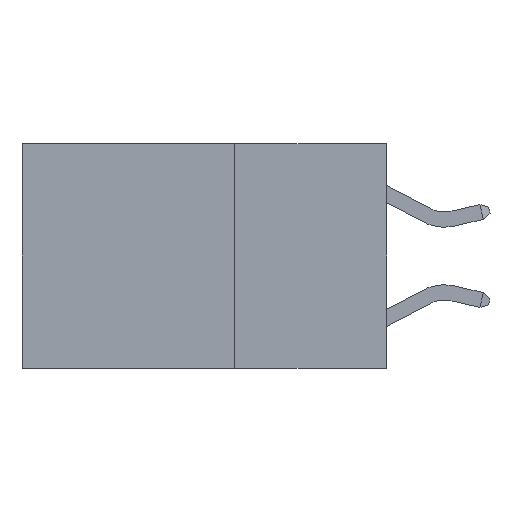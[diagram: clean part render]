
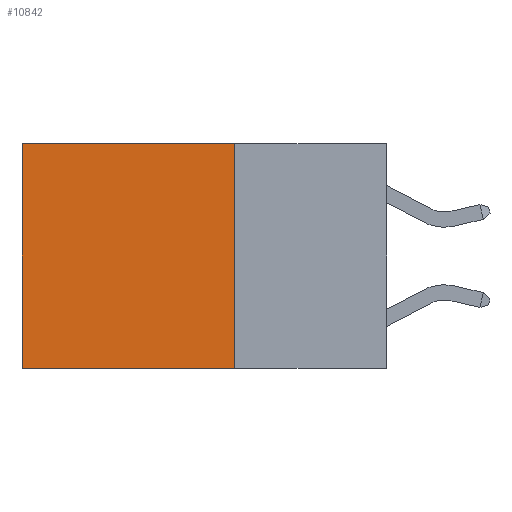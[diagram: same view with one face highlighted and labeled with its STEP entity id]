
A CAD part, left-side view. The second image highlights one B-rep face of the part: STEP entity #10842.
In plain terms, the highlighted planar face has unit normal (-1, 0, 0).
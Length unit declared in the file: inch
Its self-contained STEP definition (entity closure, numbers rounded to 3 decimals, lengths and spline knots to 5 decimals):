
#27 = DIRECTION ( 'NONE',  ( 0., 1., 0. ) ) ;
#319 = CARTESIAN_POINT ( 'NONE',  ( 0.2625, 0.6, 0. ) ) ;
#499 = ORIENTED_EDGE ( 'NONE', *, *, #7110, .T. ) ;
#1224 = VERTEX_POINT ( 'NONE', #319 ) ;
#1336 = VERTEX_POINT ( 'NONE', #4854 ) ;
#1697 = CARTESIAN_POINT ( 'NONE',  ( 0.2625, 0.6, 0. ) ) ;
#1891 = ORIENTED_EDGE ( 'NONE', *, *, #7529, .F. ) ;
#1917 = VECTOR ( 'NONE', #3135, 39.37008 ) ;
#2362 = CARTESIAN_POINT ( 'NONE',  ( 0.2625, 0.25, 0. ) ) ;
#2425 = VECTOR ( 'NONE', #6786, 39.37008 ) ;
#2661 = EDGE_CURVE ( 'NONE', #1224, #1336, #10333, .T. ) ;
#2703 = LINE ( 'NONE', #7665, #2425 ) ;
#2979 = VERTEX_POINT ( 'NONE', #7286 ) ;
#3135 = DIRECTION ( 'NONE',  ( 0., 1., 0. ) ) ;
#3244 = DIRECTION ( 'NONE',  ( 1., 0., 0. ) ) ;
#4371 = CARTESIAN_POINT ( 'NONE',  ( 0.2625, 0.25, 0. ) ) ;
#4854 = CARTESIAN_POINT ( 'NONE',  ( 0.2625, 0.6, -0.37 ) ) ;
#5312 = AXIS2_PLACEMENT_3D ( 'NONE', #2362, #3244, #9328 ) ;
#5461 = ORIENTED_EDGE ( 'NONE', *, *, #9449, .F. ) ;
#6786 = DIRECTION ( 'NONE',  ( 0., 0., -1. ) ) ;
#7110 = EDGE_CURVE ( 'NONE', #9604, #1224, #8600, .T. ) ;
#7286 = CARTESIAN_POINT ( 'NONE',  ( 0.2625, 0.25, -0.37 ) ) ;
#7529 = EDGE_CURVE ( 'NONE', #2979, #1336, #9141, .T. ) ;
#7665 = CARTESIAN_POINT ( 'NONE',  ( 0.2625, 0.25, 0. ) ) ;
#7776 = VECTOR ( 'NONE', #27, 39.37008 ) ;
#7786 = DIRECTION ( 'NONE',  ( 0., 0., -1. ) ) ;
#8386 = ORIENTED_EDGE ( 'NONE', *, *, #2661, .T. ) ;
#8407 = PLANE ( 'NONE',  #5312 ) ;
#8517 = CARTESIAN_POINT ( 'NONE',  ( 0.2625, 0.25, 0. ) ) ;
#8600 = LINE ( 'NONE', #4371, #7776 ) ;
#9141 = LINE ( 'NONE', #10922, #1917 ) ;
#9328 = DIRECTION ( 'NONE',  ( 0., 0., -1. ) ) ;
#9449 = EDGE_CURVE ( 'NONE', #9604, #2979, #2703, .T. ) ;
#9604 = VERTEX_POINT ( 'NONE', #8517 ) ;
#10029 = FACE_OUTER_BOUND ( 'NONE', #10419, .T. ) ;
#10333 = LINE ( 'NONE', #1697, #10875 ) ;
#10419 = EDGE_LOOP ( 'NONE', ( #8386, #1891, #5461, #499 ) ) ;
#10842 = ADVANCED_FACE ( 'NONE', ( #10029 ), #8407, .F. ) ;
#10875 = VECTOR ( 'NONE', #7786, 39.37008 ) ;
#10922 = CARTESIAN_POINT ( 'NONE',  ( 0.2625, 0.25, -0.37 ) ) ;
